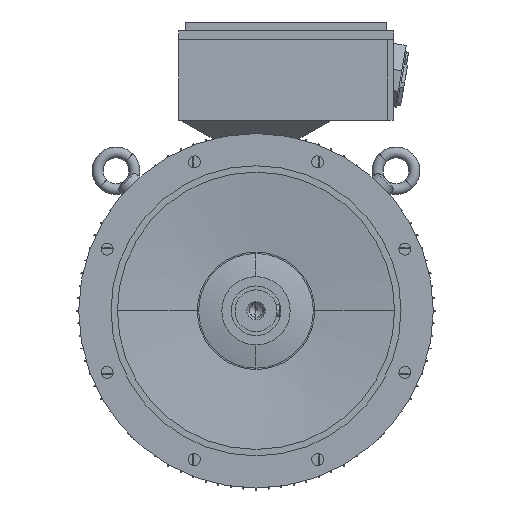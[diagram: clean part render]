
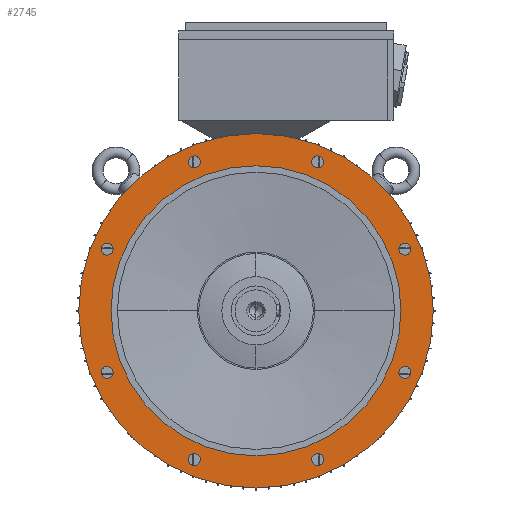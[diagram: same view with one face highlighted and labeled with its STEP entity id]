
A CAD part, left-side view. The second image highlights one B-rep face of the part: STEP entity #2745.
In plain terms, the highlighted planar face has unit normal (-1, 0, 0).
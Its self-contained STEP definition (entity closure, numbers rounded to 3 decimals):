
#2745=ADVANCED_FACE('',(#6034,#6035,#6036,#6037,#6038,#6039,#6040,#6041,#6042,#6043),#6044,.T.);
#6034=FACE_BOUND('',#9853,.T.);
#6035=FACE_BOUND('',#9854,.T.);
#6036=FACE_BOUND('',#9855,.T.);
#6037=FACE_BOUND('',#9856,.T.);
#6038=FACE_BOUND('',#9857,.T.);
#6039=FACE_BOUND('',#9858,.T.);
#6040=FACE_BOUND('',#9859,.T.);
#6041=FACE_BOUND('',#9860,.T.);
#6042=FACE_OUTER_BOUND('',#9861,.T.);
#6043=FACE_BOUND('',#9862,.T.);
#6044=PLANE('',#9863);
#9853=EDGE_LOOP('',(#17889,#17890));
#9854=EDGE_LOOP('',(#17891,#17892));
#9855=EDGE_LOOP('',(#17893,#17894));
#9856=EDGE_LOOP('',(#17895,#17896));
#9857=EDGE_LOOP('',(#17897,#17898));
#9858=EDGE_LOOP('',(#17899,#17900));
#9859=EDGE_LOOP('',(#17901,#17902));
#9860=EDGE_LOOP('',(#17903,#17904));
#9861=EDGE_LOOP('',(#17905,#17906));
#9862=EDGE_LOOP('',(#17907,#17908));
#9863=AXIS2_PLACEMENT_3D('',#17909,#17910,#17911);
#17889=ORIENTED_EDGE('',*,*,#26040,.T.);
#17890=ORIENTED_EDGE('',*,*,#23261,.T.);
#17891=ORIENTED_EDGE('',*,*,#26041,.T.);
#17892=ORIENTED_EDGE('',*,*,#23266,.T.);
#17893=ORIENTED_EDGE('',*,*,#26042,.T.);
#17894=ORIENTED_EDGE('',*,*,#23271,.T.);
#17895=ORIENTED_EDGE('',*,*,#26043,.T.);
#17896=ORIENTED_EDGE('',*,*,#23276,.T.);
#17897=ORIENTED_EDGE('',*,*,#26044,.T.);
#17898=ORIENTED_EDGE('',*,*,#23281,.T.);
#17899=ORIENTED_EDGE('',*,*,#26045,.T.);
#17900=ORIENTED_EDGE('',*,*,#23286,.T.);
#17901=ORIENTED_EDGE('',*,*,#26046,.T.);
#17902=ORIENTED_EDGE('',*,*,#23291,.T.);
#17903=ORIENTED_EDGE('',*,*,#26047,.T.);
#17904=ORIENTED_EDGE('',*,*,#23296,.T.);
#17905=ORIENTED_EDGE('',*,*,#23301,.F.);
#17906=ORIENTED_EDGE('',*,*,#26048,.F.);
#17907=ORIENTED_EDGE('',*,*,#23373,.T.);
#17908=ORIENTED_EDGE('',*,*,#24830,.T.);
#17909=CARTESIAN_POINT('',(-100.0,250.0,0.0));
#17910=DIRECTION('',(-1.0,0.0,0.0));
#17911=DIRECTION('',(0.0,-1.0,0.0));
#23261=EDGE_CURVE('',#27995,#27992,#27996,.T.);
#23266=EDGE_CURVE('',#28004,#28001,#28005,.T.);
#23271=EDGE_CURVE('',#28013,#28010,#28014,.T.);
#23276=EDGE_CURVE('',#28022,#28019,#28023,.T.);
#23281=EDGE_CURVE('',#28031,#28028,#28032,.T.);
#23286=EDGE_CURVE('',#28040,#28037,#28041,.T.);
#23291=EDGE_CURVE('',#28049,#28046,#28050,.T.);
#23296=EDGE_CURVE('',#28058,#28055,#28059,.T.);
#23301=EDGE_CURVE('',#28064,#28067,#28068,.T.);
#23373=EDGE_CURVE('',#28192,#28196,#28198,.T.);
#24830=EDGE_CURVE('',#28196,#28192,#30359,.T.);
#26040=EDGE_CURVE('',#27992,#27995,#32263,.T.);
#26041=EDGE_CURVE('',#28001,#28004,#32264,.T.);
#26042=EDGE_CURVE('',#28010,#28013,#32265,.T.);
#26043=EDGE_CURVE('',#28019,#28022,#32266,.T.);
#26044=EDGE_CURVE('',#28028,#28031,#32267,.T.);
#26045=EDGE_CURVE('',#28037,#28040,#32268,.T.);
#26046=EDGE_CURVE('',#28046,#28049,#32269,.T.);
#26047=EDGE_CURVE('',#28055,#28058,#32270,.T.);
#26048=EDGE_CURVE('',#28067,#28064,#32271,.T.);
#27992=VERTEX_POINT('',#35231);
#27995=VERTEX_POINT('',#35235);
#27996=CIRCLE('',#35236,9.25);
#28001=VERTEX_POINT('',#35242);
#28004=VERTEX_POINT('',#35246);
#28005=CIRCLE('',#35247,9.25);
#28010=VERTEX_POINT('',#35253);
#28013=VERTEX_POINT('',#35257);
#28014=CIRCLE('',#35258,9.25);
#28019=VERTEX_POINT('',#35264);
#28022=VERTEX_POINT('',#35268);
#28023=CIRCLE('',#35269,9.25);
#28028=VERTEX_POINT('',#35275);
#28031=VERTEX_POINT('',#35279);
#28032=CIRCLE('',#35280,9.25);
#28037=VERTEX_POINT('',#35286);
#28040=VERTEX_POINT('',#35290);
#28041=CIRCLE('',#35291,9.25);
#28046=VERTEX_POINT('',#35297);
#28049=VERTEX_POINT('',#35301);
#28050=CIRCLE('',#35302,9.25);
#28055=VERTEX_POINT('',#35308);
#28058=VERTEX_POINT('',#35312);
#28059=CIRCLE('',#35313,9.25);
#28064=VERTEX_POINT('',#35319);
#28067=VERTEX_POINT('',#35323);
#28068=CIRCLE('',#35324,275.0);
#28192=VERTEX_POINT('',#36077);
#28196=VERTEX_POINT('',#36082);
#28198=CIRCLE('',#36085,225.0);
#30359=CIRCLE('',#39624,225.0);
#32263=CIRCLE('',#48333,9.25);
#32264=CIRCLE('',#48334,9.25);
#32265=CIRCLE('',#48335,9.25);
#32266=CIRCLE('',#48336,9.25);
#32267=CIRCLE('',#48337,9.25);
#32268=CIRCLE('',#48338,9.25);
#32269=CIRCLE('',#48339,9.25);
#32270=CIRCLE('',#48340,9.25);
#32271=CIRCLE('',#48341,275.0);
#35231=CARTESIAN_POINT('',(-100.0,-239.516,99.211));
#35235=CARTESIAN_POINT('',(-100.0,-222.424,92.131));
#35236=AXIS2_PLACEMENT_3D('',#57456,#57457,#57458);
#35242=CARTESIAN_POINT('',(-100.0,-239.516,-99.211));
#35246=CARTESIAN_POINT('',(-100.0,-222.424,-92.131));
#35247=AXIS2_PLACEMENT_3D('',#57464,#57465,#57466);
#35253=CARTESIAN_POINT('',(-100.0,-99.211,-239.516));
#35257=CARTESIAN_POINT('',(-100.0,-92.131,-222.424));
#35258=AXIS2_PLACEMENT_3D('',#57472,#57473,#57474);
#35264=CARTESIAN_POINT('',(-100.0,99.211,-239.516));
#35268=CARTESIAN_POINT('',(-100.0,92.131,-222.424));
#35269=AXIS2_PLACEMENT_3D('',#57480,#57481,#57482);
#35275=CARTESIAN_POINT('',(-100.0,239.516,-99.211));
#35279=CARTESIAN_POINT('',(-100.0,222.424,-92.131));
#35280=AXIS2_PLACEMENT_3D('',#57488,#57489,#57490);
#35286=CARTESIAN_POINT('',(-100.0,239.516,99.211));
#35290=CARTESIAN_POINT('',(-100.0,222.424,92.131));
#35291=AXIS2_PLACEMENT_3D('',#57496,#57497,#57498);
#35297=CARTESIAN_POINT('',(-100.0,99.211,239.516));
#35301=CARTESIAN_POINT('',(-100.0,92.131,222.424));
#35302=AXIS2_PLACEMENT_3D('',#57504,#57505,#57506);
#35308=CARTESIAN_POINT('',(-100.0,-99.211,239.516));
#35312=CARTESIAN_POINT('',(-100.0,-92.131,222.424));
#35313=AXIS2_PLACEMENT_3D('',#57512,#57513,#57514);
#35319=CARTESIAN_POINT('',(-100.0,275.0,0.0));
#35323=CARTESIAN_POINT('',(-100.0,-275.0,0.));
#35324=AXIS2_PLACEMENT_3D('',#57520,#57521,#57522);
#36077=CARTESIAN_POINT('',(-100.0,225.0,0.0));
#36082=CARTESIAN_POINT('',(-100.0,-225.0,0.));
#36085=AXIS2_PLACEMENT_3D('',#57595,#57596,#57597);
#39624=AXIS2_PLACEMENT_3D('',#59051,#59052,#59053);
#48333=AXIS2_PLACEMENT_3D('',#59841,#59842,#59843);
#48334=AXIS2_PLACEMENT_3D('',#59844,#59845,#59846);
#48335=AXIS2_PLACEMENT_3D('',#59847,#59848,#59849);
#48336=AXIS2_PLACEMENT_3D('',#59850,#59851,#59852);
#48337=AXIS2_PLACEMENT_3D('',#59853,#59854,#59855);
#48338=AXIS2_PLACEMENT_3D('',#59856,#59857,#59858);
#48339=AXIS2_PLACEMENT_3D('',#59859,#59860,#59861);
#48340=AXIS2_PLACEMENT_3D('',#59862,#59863,#59864);
#48341=AXIS2_PLACEMENT_3D('',#59865,#59866,#59867);
#57456=CARTESIAN_POINT('',(-100.0,-230.97,95.671));
#57457=DIRECTION('',(1.0,0.0,-0.0));
#57458=DIRECTION('',(0.0,-0.924,0.383));
#57464=CARTESIAN_POINT('',(-100.0,-230.97,-95.671));
#57465=DIRECTION('',(1.0,0.0,0.0));
#57466=DIRECTION('',(0.0,-0.924,-0.383));
#57472=CARTESIAN_POINT('',(-100.0,-95.671,-230.97));
#57473=DIRECTION('',(1.0,0.0,0.0));
#57474=DIRECTION('',(0.0,-0.383,-0.924));
#57480=CARTESIAN_POINT('',(-100.0,95.671,-230.97));
#57481=DIRECTION('',(1.0,-0.0,0.0));
#57482=DIRECTION('',(0.0,0.383,-0.924));
#57488=CARTESIAN_POINT('',(-100.0,230.97,-95.671));
#57489=DIRECTION('',(1.0,-0.0,0.0));
#57490=DIRECTION('',(0.0,0.924,-0.383));
#57496=CARTESIAN_POINT('',(-100.0,230.97,95.671));
#57497=DIRECTION('',(1.0,0.0,-0.0));
#57498=DIRECTION('',(0.0,0.924,0.383));
#57504=CARTESIAN_POINT('',(-100.0,95.671,230.97));
#57505=DIRECTION('',(1.0,0.0,-0.0));
#57506=DIRECTION('',(0.0,0.383,0.924));
#57512=CARTESIAN_POINT('',(-100.0,-95.671,230.97));
#57513=DIRECTION('',(1.0,0.0,-0.0));
#57514=DIRECTION('',(0.0,-0.383,0.924));
#57520=CARTESIAN_POINT('',(-100.0,0.0,0.0));
#57521=DIRECTION('',(1.0,0.0,0.0));
#57522=DIRECTION('',(0.0,1.0,0.0));
#57595=CARTESIAN_POINT('',(-100.0,0.0,0.0));
#57596=DIRECTION('',(1.0,0.0,0.0));
#57597=DIRECTION('',(0.0,1.0,0.0));
#59051=CARTESIAN_POINT('',(-100.0,0.0,0.0));
#59052=DIRECTION('',(1.0,0.0,0.0));
#59053=DIRECTION('',(0.0,1.0,0.0));
#59841=CARTESIAN_POINT('',(-100.0,-230.97,95.671));
#59842=DIRECTION('',(1.0,0.0,-0.0));
#59843=DIRECTION('',(0.0,-0.924,0.383));
#59844=CARTESIAN_POINT('',(-100.0,-230.97,-95.671));
#59845=DIRECTION('',(1.0,0.0,0.0));
#59846=DIRECTION('',(0.0,-0.924,-0.383));
#59847=CARTESIAN_POINT('',(-100.0,-95.671,-230.97));
#59848=DIRECTION('',(1.0,0.0,0.0));
#59849=DIRECTION('',(0.0,-0.383,-0.924));
#59850=CARTESIAN_POINT('',(-100.0,95.671,-230.97));
#59851=DIRECTION('',(1.0,-0.0,0.0));
#59852=DIRECTION('',(0.0,0.383,-0.924));
#59853=CARTESIAN_POINT('',(-100.0,230.97,-95.671));
#59854=DIRECTION('',(1.0,-0.0,0.0));
#59855=DIRECTION('',(0.0,0.924,-0.383));
#59856=CARTESIAN_POINT('',(-100.0,230.97,95.671));
#59857=DIRECTION('',(1.0,0.0,-0.0));
#59858=DIRECTION('',(0.0,0.924,0.383));
#59859=CARTESIAN_POINT('',(-100.0,95.671,230.97));
#59860=DIRECTION('',(1.0,0.0,-0.0));
#59861=DIRECTION('',(0.0,0.383,0.924));
#59862=CARTESIAN_POINT('',(-100.0,-95.671,230.97));
#59863=DIRECTION('',(1.0,0.0,-0.0));
#59864=DIRECTION('',(0.0,-0.383,0.924));
#59865=CARTESIAN_POINT('',(-100.0,0.0,0.0));
#59866=DIRECTION('',(1.0,0.0,0.0));
#59867=DIRECTION('',(0.0,1.0,0.0));
